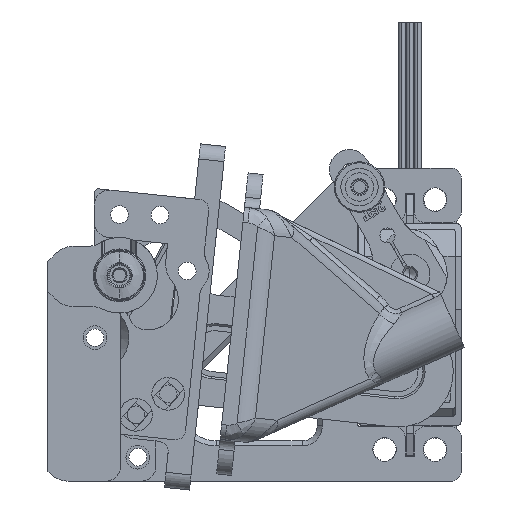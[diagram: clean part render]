
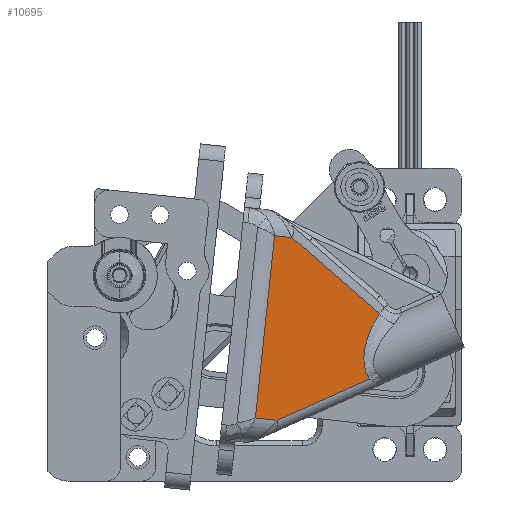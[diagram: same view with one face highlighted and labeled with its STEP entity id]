
A CAD part, left-side view. The second image highlights one B-rep face of the part: STEP entity #10695.
In plain terms, the highlighted planar face has unit normal (-0.707, -0.703, -0.074).
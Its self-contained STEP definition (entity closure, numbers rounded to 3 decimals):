
#47=ELLIPSE('',#38374,14.697,9.);
#4155=FACE_OUTER_BOUND('',#14109,.T.);
#6317=LINE('',#54672,#8551);
#6318=LINE('',#54675,#8552);
#6319=LINE('',#54677,#8553);
#6320=LINE('',#54681,#8554);
#6321=LINE('',#54683,#8555);
#8551=VECTOR('',#43386,1.);
#8552=VECTOR('',#43387,1.);
#8553=VECTOR('',#43388,1.);
#8554=VECTOR('',#43391,1.);
#8555=VECTOR('',#43392,1.);
#10695=ADVANCED_FACE('',(#4155),#12666,.T.);
#12666=PLANE('',#38375);
#14109=EDGE_LOOP('',(#17884,#17885,#17886,#17887,#17888,#17889));
#17884=ORIENTED_EDGE('',*,*,#31259,.T.);
#17885=ORIENTED_EDGE('',*,*,#31260,.T.);
#17886=ORIENTED_EDGE('',*,*,#31261,.T.);
#17887=ORIENTED_EDGE('',*,*,#31262,.T.);
#17888=ORIENTED_EDGE('',*,*,#31263,.T.);
#17889=ORIENTED_EDGE('',*,*,#31264,.T.);
#27535=VERTEX_POINT('',#54673);
#27536=VERTEX_POINT('',#54674);
#27537=VERTEX_POINT('',#54676);
#27538=VERTEX_POINT('',#54678);
#27539=VERTEX_POINT('',#54680);
#27540=VERTEX_POINT('',#54682);
#31259=EDGE_CURVE('',#27535,#27536,#6317,.T.);
#31260=EDGE_CURVE('',#27536,#27537,#6318,.T.);
#31261=EDGE_CURVE('',#27537,#27538,#6319,.T.);
#31262=EDGE_CURVE('',#27538,#27539,#47,.T.);
#31263=EDGE_CURVE('',#27539,#27540,#6320,.T.);
#31264=EDGE_CURVE('',#27540,#27535,#6321,.T.);
#38374=AXIS2_PLACEMENT_3D('',#54679,#43389,#43390);
#38375=AXIS2_PLACEMENT_3D('',#54684,#43393,#43394);
#43386=DIRECTION('',(0.,0.105,-0.995));
#43387=DIRECTION('',(0.707,-0.703,-0.074));
#43388=DIRECTION('',(0.655,-0.691,0.307));
#43389=DIRECTION('',(0.707,0.703,0.074));
#43390=DIRECTION('',(0.548,-0.611,0.572));
#43391=DIRECTION('',(-0.634,0.584,0.508));
#43392=DIRECTION('',(-0.707,0.703,0.074));
#43393=DIRECTION('',(-0.707,-0.703,-0.074));
#43394=DIRECTION('',(-0.707,0.703,0.074));
#54672=CARTESIAN_POINT('',(-35.72,21.508,200.273));
#54673=CARTESIAN_POINT('',(-35.72,17.495,238.451));
#54674=CARTESIAN_POINT('',(-35.72,21.299,202.262));
#54675=CARTESIAN_POINT('',(-20.643,6.305,200.686));
#54676=CARTESIAN_POINT('',(-31.414,17.016,201.812));
#54677=CARTESIAN_POINT('',(-7.039,-8.695,213.26));
#54678=CARTESIAN_POINT('',(-13.984,-1.37,209.998));
#54679=CARTESIAN_POINT('',(-6.583,-9.795,219.355));
#54680=CARTESIAN_POINT('',(-13.366,-3.353,222.962));
#54681=CARTESIAN_POINT('',(-29.904,11.884,236.207));
#54682=CARTESIAN_POINT('',(-32.254,14.049,238.089));
#54683=CARTESIAN_POINT('',(-20.643,2.501,236.875));
#54684=CARTESIAN_POINT('',(-20.643,-0.092,261.548));
